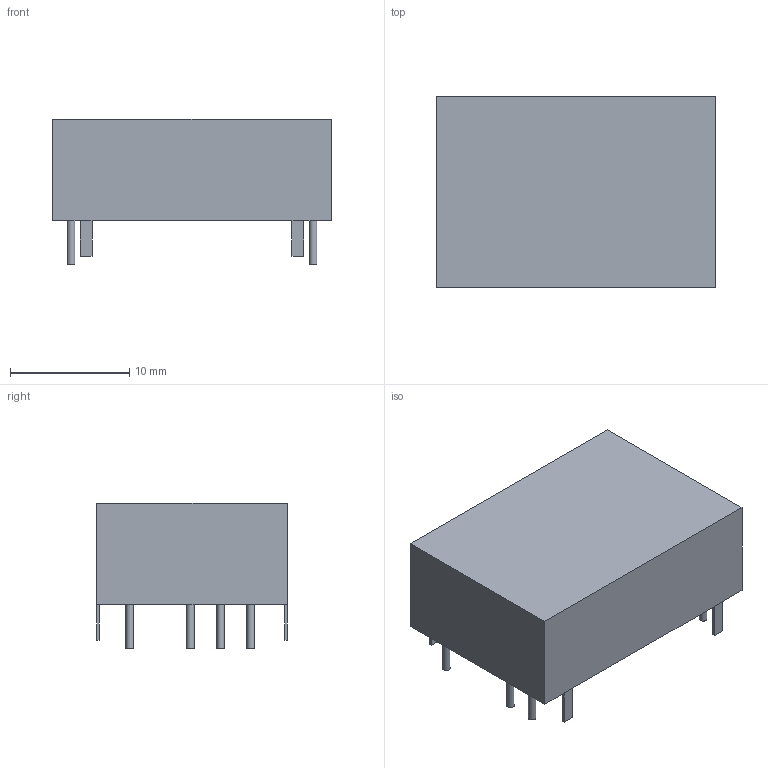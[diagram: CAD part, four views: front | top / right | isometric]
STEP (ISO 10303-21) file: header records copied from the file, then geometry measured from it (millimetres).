
FILE_DESCRIPTION(('FreeCAD Model'),'2;1');
FILE_NAME('Open CASCADE Shape Model','2022-07-04T12:00:41',('Author'),( ''),'Open CASCADE STEP processor 7.5','FreeCAD','Unknown');
FILE_SCHEMA(('AUTOMOTIVE_DESIGN { 1 0 10303 214 1 1 1 1 }'));
Length unit declared in the file: millimetre
Products named in the file (1): Body
Bounding box: 23.4 x 16 x 12.2 mm (x, y, z)
Volume: 3191.9 mm3; surface area: 1492 mm2
Topology: 1 solids, 1 shells, 38 faces, 82 edges, 52 vertices
Faces by surface type: plane 32, cylinder 6
Full cylindrical faces by diameter (mm): 0.64 x6
Entity records: 1036 total; most frequent: CARTESIAN_POINT 173, DIRECTION 172, ORIENTED_EDGE 164, EDGE_CURVE 82, LINE 70, VECTOR 70, VERTEX_POINT 52, AXIS2_PLACEMENT_3D 51
